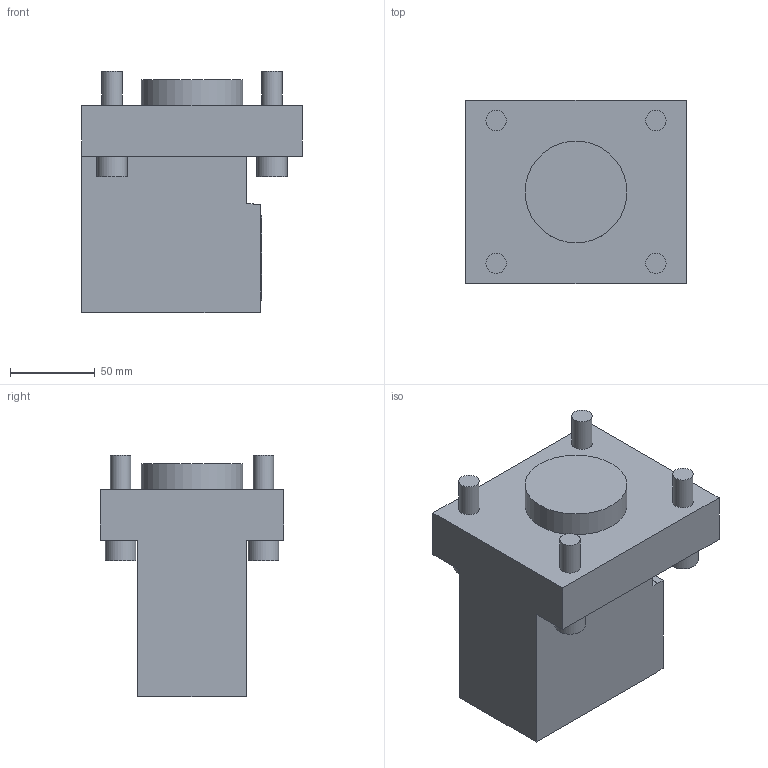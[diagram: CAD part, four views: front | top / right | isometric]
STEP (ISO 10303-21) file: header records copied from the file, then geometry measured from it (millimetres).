
FILE_DESCRIPTION(/* description */ (''),/* implementation_level */ '2;1');
FILE_NAME(/* name */ '1525336630529.stp',/* time_stamp */ '2018-05-03T14:07:33+06:00',/* author */ (''),/* organization */ ('SMS'),/* preprocessor_version */ 'ST-DEVELOPER v15',/* originating_system */ 'SIEMENS PLM Software NX 8.5',/* authorisation */ '');
FILE_SCHEMA (('AUTOMOTIVE_DESIGN { 1 0 10303 214 3 1 1 1 }'));
Length unit declared in the file: millimetre
Products named in the file (1): 201596358mod000_00
Bounding box: 130 x 108 x 142 mm (x, y, z)
Volume: 1063436.5 mm3; surface area: 86024.3 mm2
Topology: 1 solids, 1 shells, 47 faces, 103 edges, 74 vertices
Faces by surface type: plane 29, cylinder 12, cone 6
Full cylindrical faces by diameter (mm): 3 x1, 12 x4, 18 x4, 39.2 x1, 50.013 x1, 59.9 x1
Entity records: 1309 total; most frequent: CARTESIAN_POINT 259, DIRECTION 220, ORIENTED_EDGE 168, AXIS2_PLACEMENT_3D 86, EDGE_CURVE 84, EDGE_LOOP 72, VERTEX_POINT 64, LINE 48
